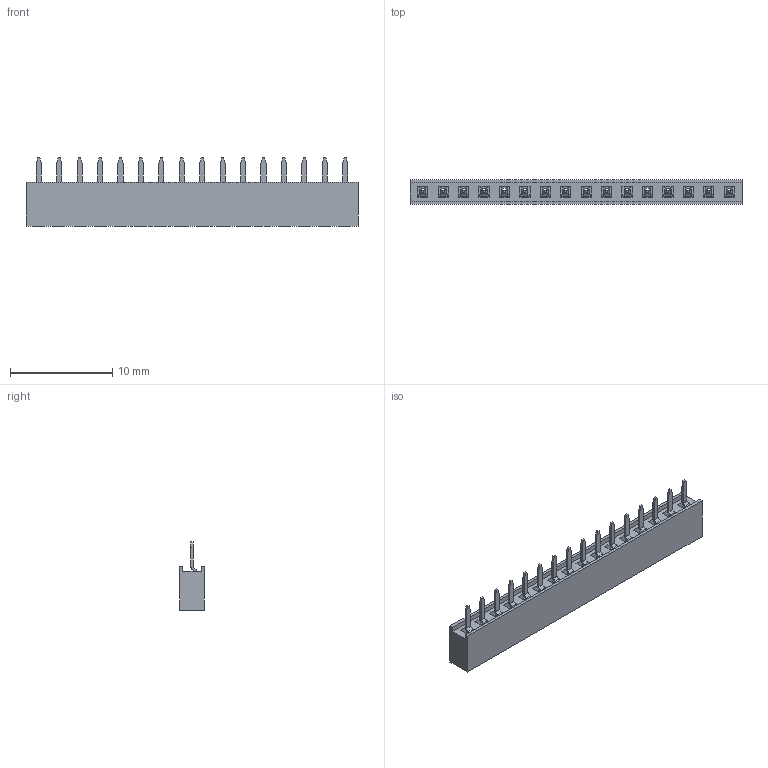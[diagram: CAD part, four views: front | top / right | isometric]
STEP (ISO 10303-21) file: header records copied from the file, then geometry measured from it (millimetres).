
FILE_DESCRIPTION (( 'STEP AP214' ), '1' );
FILE_NAME ('FFH20001-S16S1034K6K-REF.STEP', '2024-09-02T02:17:35', ( '' ), ( '' ), 'SwSTEP 2.0', 'SolidWorks 2021', '' );
FILE_SCHEMA (( 'AUTOMOTIVE_DESIGN' ));
Length unit declared in the file: millimetre
Products named in the file (1): FFH20001-S16S1034K6K-REF
Bounding box: 32.5 x 2.4 x 6.7 mm (x, y, z)
Volume: 271.3 mm3; surface area: 874.3 mm2
Topology: 1 solids, 1 shells, 1226 faces, 3016 edges, 1744 vertices
Faces by surface type: plane 1002, cylinder 224
Entity records: 35042 total; most frequent: CARTESIAN_POINT 6227, ORIENTED_EDGE 6032, DIRECTION 5806, EDGE_CURVE 3016, VECTOR 2520, LINE 2520, VERTEX_POINT 1744, AXIS2_PLACEMENT_3D 1643
